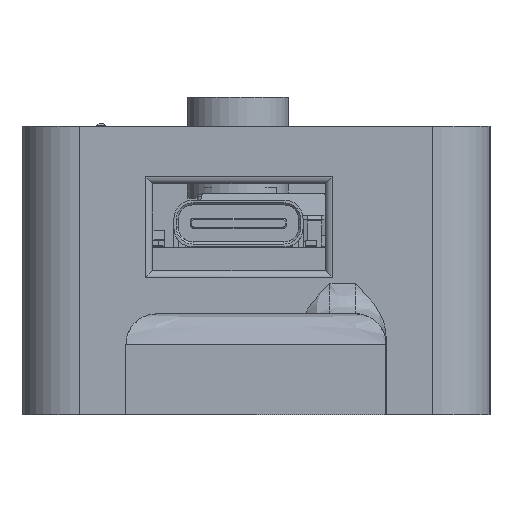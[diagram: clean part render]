
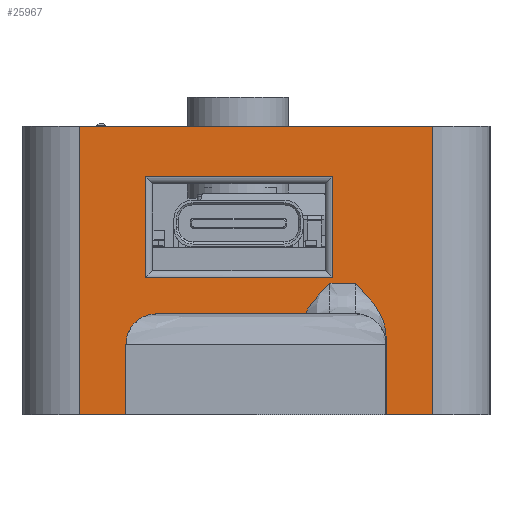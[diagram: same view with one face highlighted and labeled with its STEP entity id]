
A CAD part, left-side view. The second image highlights one B-rep face of the part: STEP entity #25967.
In plain terms, the highlighted planar face has unit normal (-1, 0, 0).
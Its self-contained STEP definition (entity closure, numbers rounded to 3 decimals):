
#1519=FACE_BOUND('',#4063,.T.);
#1624=B_SPLINE_CURVE_WITH_KNOTS('',3,(#37036,#37037,#37038,#37039,#37040,
#37041,#37042,#37043,#37044,#37045),.UNSPECIFIED.,.F.,.F.,(4,2,2,2,4),(0.,
0.106,0.23,0.369,0.369),
 .UNSPECIFIED.);
#1625=B_SPLINE_CURVE_WITH_KNOTS('',3,(#37047,#37048,#37049,#37050),
 .UNSPECIFIED.,.F.,.F.,(4,4),(-0.388,-0.212),
 .UNSPECIFIED.);
#1626=B_SPLINE_CURVE_WITH_KNOTS('',3,(#37051,#37052,#37053,#37054,#37055,
#37056,#37057,#37058,#37059,#37060),.UNSPECIFIED.,.F.,.F.,(4,2,2,2,4),(-0.001,
0.,0.158,0.298,0.417),.UNSPECIFIED.);
#2651=FACE_OUTER_BOUND('',#4062,.T.);
#4062=EDGE_LOOP('',(#17620,#17621,#17622,#17623,#17624,#17625,#17626,#17627,
#17628,#17629));
#4063=EDGE_LOOP('',(#17630,#17631,#17632,#17633));
#5598=LINE('',#36963,#8565);
#5600=LINE('',#36971,#8567);
#5602=LINE('',#36977,#8569);
#5605=LINE('',#36983,#8572);
#5620=LINE('',#37022,#8587);
#5621=LINE('',#37024,#8588);
#5622=LINE('',#37026,#8589);
#5623=LINE('',#37028,#8590);
#5624=LINE('',#37030,#8591);
#5625=LINE('',#37032,#8592);
#5626=LINE('',#37034,#8593);
#8565=VECTOR('',#29779,10.);
#8567=VECTOR('',#29787,10.);
#8569=VECTOR('',#29793,10.);
#8572=VECTOR('',#29800,10.);
#8587=VECTOR('',#29829,10.);
#8588=VECTOR('',#29830,10.);
#8589=VECTOR('',#29831,10.);
#8590=VECTOR('',#29832,10.);
#8591=VECTOR('',#29833,10.);
#8592=VECTOR('',#29834,10.);
#8593=VECTOR('',#29835,10.);
#11540=VERTEX_POINT('',#36961);
#11541=VERTEX_POINT('',#36962);
#11544=VERTEX_POINT('',#36970);
#11546=VERTEX_POINT('',#36976);
#11563=VERTEX_POINT('',#37020);
#11564=VERTEX_POINT('',#37021);
#11565=VERTEX_POINT('',#37023);
#11566=VERTEX_POINT('',#37025);
#11567=VERTEX_POINT('',#37027);
#11568=VERTEX_POINT('',#37029);
#11569=VERTEX_POINT('',#37031);
#11570=VERTEX_POINT('',#37033);
#11571=VERTEX_POINT('',#37035);
#11572=VERTEX_POINT('',#37046);
#13882=EDGE_CURVE('',#11540,#11541,#5598,.T.);
#13886=EDGE_CURVE('',#11541,#11544,#5600,.T.);
#13889=EDGE_CURVE('',#11544,#11546,#5602,.T.);
#13893=EDGE_CURVE('',#11546,#11540,#5605,.T.);
#13912=EDGE_CURVE('',#11563,#11564,#5620,.T.);
#13913=EDGE_CURVE('',#11564,#11565,#5621,.T.);
#13914=EDGE_CURVE('',#11565,#11566,#5622,.T.);
#13915=EDGE_CURVE('',#11567,#11566,#5623,.T.);
#13916=EDGE_CURVE('',#11568,#11567,#5624,.T.);
#13917=EDGE_CURVE('',#11568,#11569,#5625,.T.);
#13918=EDGE_CURVE('',#11569,#11570,#5626,.T.);
#13919=EDGE_CURVE('',#11571,#11570,#1624,.F.);
#13920=EDGE_CURVE('',#11572,#11571,#1625,.T.);
#13921=EDGE_CURVE('',#11563,#11572,#1626,.F.);
#17620=ORIENTED_EDGE('',*,*,#13912,.T.);
#17621=ORIENTED_EDGE('',*,*,#13913,.T.);
#17622=ORIENTED_EDGE('',*,*,#13914,.T.);
#17623=ORIENTED_EDGE('',*,*,#13915,.F.);
#17624=ORIENTED_EDGE('',*,*,#13916,.F.);
#17625=ORIENTED_EDGE('',*,*,#13917,.T.);
#17626=ORIENTED_EDGE('',*,*,#13918,.T.);
#17627=ORIENTED_EDGE('',*,*,#13919,.F.);
#17628=ORIENTED_EDGE('',*,*,#13920,.F.);
#17629=ORIENTED_EDGE('',*,*,#13921,.F.);
#17630=ORIENTED_EDGE('',*,*,#13882,.F.);
#17631=ORIENTED_EDGE('',*,*,#13893,.F.);
#17632=ORIENTED_EDGE('',*,*,#13889,.F.);
#17633=ORIENTED_EDGE('',*,*,#13886,.F.);
#24903=PLANE('',#27633);
#25967=ADVANCED_FACE('',(#2651,#1519),#24903,.T.);
#27633=AXIS2_PLACEMENT_3D('',#37019,#29827,#29828);
#29779=DIRECTION('',(0.,-1.,0.));
#29787=DIRECTION('',(0.,0.,1.));
#29793=DIRECTION('',(0.,1.,0.));
#29800=DIRECTION('',(0.,0.,-1.));
#29827=DIRECTION('center_axis',(-1.,0.,0.));
#29828=DIRECTION('ref_axis',(0.,-1.,0.));
#29829=DIRECTION('',(0.,0.,-1.));
#29830=DIRECTION('',(0.,-1.,0.));
#29831=DIRECTION('',(0.,0.,1.));
#29832=DIRECTION('',(0.,-1.,0.));
#29833=DIRECTION('',(0.,0.,1.));
#29834=DIRECTION('',(0.,-1.,0.));
#29835=DIRECTION('',(0.,0.,1.));
#36961=CARTESIAN_POINT('',(-2.5,21.35,9.5));
#36962=CARTESIAN_POINT('',(-2.5,8.4,9.5));
#36963=CARTESIAN_POINT('',(-2.5,19.8,9.5));
#36970=CARTESIAN_POINT('',(-2.5,8.4,16.5));
#36971=CARTESIAN_POINT('',(-2.5,8.4,8.));
#36976=CARTESIAN_POINT('',(-2.5,21.35,16.5));
#36977=CARTESIAN_POINT('',(-2.5,23.375,16.5));
#36983=CARTESIAN_POINT('',(-2.5,21.35,5.));
#37019=CARTESIAN_POINT('Origin',(-2.5,25.9,0.));
#37020=CARTESIAN_POINT('',(-2.5,4.7,5.447));
#37021=CARTESIAN_POINT('',(-2.5,4.7,0.));
#37022=CARTESIAN_POINT('',(-2.5,4.7,0.));
#37023=CARTESIAN_POINT('',(-2.5,1.5,0.));
#37024=CARTESIAN_POINT('',(-2.5,25.9,0.));
#37025=CARTESIAN_POINT('',(-2.5,1.5,20.));
#37026=CARTESIAN_POINT('',(-2.5,1.5,0.));
#37027=CARTESIAN_POINT('',(-2.5,25.9,20.));
#37028=CARTESIAN_POINT('',(-2.5,25.9,20.));
#37029=CARTESIAN_POINT('',(-2.5,25.9,0.));
#37030=CARTESIAN_POINT('',(-2.5,25.9,0.));
#37031=CARTESIAN_POINT('',(-2.5,10.7,0.));
#37032=CARTESIAN_POINT('',(-2.5,25.9,0.));
#37033=CARTESIAN_POINT('',(-2.5,10.7,5.447));
#37034=CARTESIAN_POINT('',(-2.5,10.7,0.));
#37035=CARTESIAN_POINT('',(-2.5,8.579,9.121));
#37036=CARTESIAN_POINT('Ctrl Pts',(-2.5,10.7,5.447));
#37037=CARTESIAN_POINT('Ctrl Pts',(-2.5,10.7,5.8));
#37038=CARTESIAN_POINT('Ctrl Pts',(-2.5,10.634,6.202));
#37039=CARTESIAN_POINT('Ctrl Pts',(-2.5,10.258,7.154));
#37040=CARTESIAN_POINT('Ctrl Pts',(-2.5,9.957,7.595));
#37041=CARTESIAN_POINT('Ctrl Pts',(-2.5,9.33,8.37));
#37042=CARTESIAN_POINT('Ctrl Pts',(-2.5,8.956,8.744));
#37043=CARTESIAN_POINT('Ctrl Pts',(-2.5,8.583,9.117));
#37044=CARTESIAN_POINT('Ctrl Pts',(-2.5,8.581,9.119));
#37045=CARTESIAN_POINT('Ctrl Pts',(-2.5,8.579,9.121));
#37046=CARTESIAN_POINT('',(-2.5,6.821,9.121));
#37047=CARTESIAN_POINT('Ctrl Pts',(-2.5,6.821,9.121));
#37048=CARTESIAN_POINT('Ctrl Pts',(-2.5,7.407,9.121));
#37049=CARTESIAN_POINT('Ctrl Pts',(-2.5,7.993,9.121));
#37050=CARTESIAN_POINT('Ctrl Pts',(-2.5,8.579,9.121));
#37051=CARTESIAN_POINT('Ctrl Pts',(-2.5,6.821,9.121));
#37052=CARTESIAN_POINT('Ctrl Pts',(-2.5,6.819,9.119));
#37053=CARTESIAN_POINT('Ctrl Pts',(-2.5,6.818,9.118));
#37054=CARTESIAN_POINT('Ctrl Pts',(-2.5,6.442,8.742));
#37055=CARTESIAN_POINT('Ctrl Pts',(-2.5,6.066,8.366));
#37056=CARTESIAN_POINT('Ctrl Pts',(-2.5,5.44,7.59));
#37057=CARTESIAN_POINT('Ctrl Pts',(-2.5,5.14,7.15));
#37058=CARTESIAN_POINT('Ctrl Pts',(-2.5,4.766,6.201));
#37059=CARTESIAN_POINT('Ctrl Pts',(-2.5,4.7,5.799));
#37060=CARTESIAN_POINT('Ctrl Pts',(-2.5,4.7,5.447));
